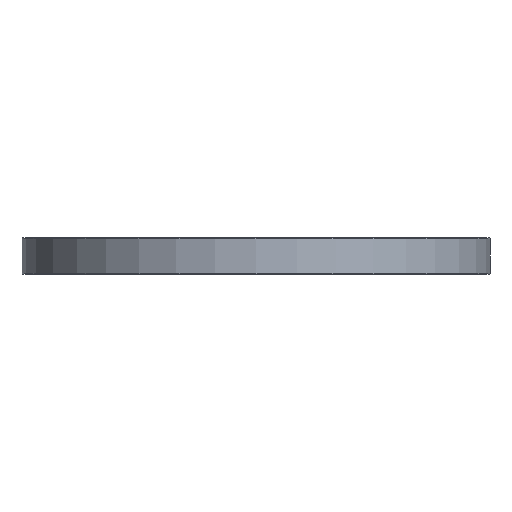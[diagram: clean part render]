
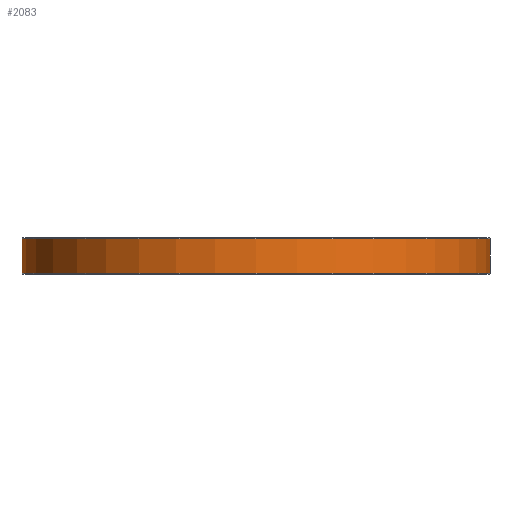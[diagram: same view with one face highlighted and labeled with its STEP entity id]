
A CAD part, front view. The second image highlights one B-rep face of the part: STEP entity #2083.
In plain terms, the highlighted cylindrical face has radius 296 mm (diameter 592 mm), a partial arc.
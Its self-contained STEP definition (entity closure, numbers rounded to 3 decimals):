
#120 = CARTESIAN_POINT ( 'NONE',  ( 296., 0., 1. ) ) ;
#287 = VECTOR ( 'NONE', #2091, 1000. ) ;
#297 = CARTESIAN_POINT ( 'NONE',  ( 296., 0., 46. ) ) ;
#534 = CYLINDRICAL_SURFACE ( 'NONE', #1273, 296. ) ;
#637 = CARTESIAN_POINT ( 'NONE',  ( -296., 0., 45. ) ) ;
#681 = EDGE_CURVE ( 'NONE', #797, #845, #1834, .T. ) ;
#699 = ORIENTED_EDGE ( 'NONE', *, *, #3208, .T. ) ;
#797 = VERTEX_POINT ( 'NONE', #884 ) ;
#845 = VERTEX_POINT ( 'NONE', #120 ) ;
#854 = DIRECTION ( 'NONE',  ( 0., 0., -1. ) ) ;
#884 = CARTESIAN_POINT ( 'NONE',  ( 296., 0., 45. ) ) ;
#942 = ORIENTED_EDGE ( 'NONE', *, *, #1759, .T. ) ;
#999 = AXIS2_PLACEMENT_3D ( 'NONE', #1383, #1848, #2903 ) ;
#1273 = AXIS2_PLACEMENT_3D ( 'NONE', #2127, #854, #3130 ) ;
#1383 = CARTESIAN_POINT ( 'NONE',  ( 0., 0., 1. ) ) ;
#1394 = CARTESIAN_POINT ( 'NONE',  ( 0., 0., 45. ) ) ;
#1520 = CIRCLE ( 'NONE', #1997, 296. ) ;
#1590 = DIRECTION ( 'NONE',  ( 0., 0., -1. ) ) ;
#1625 = VECTOR ( 'NONE', #1590, 1000. ) ;
#1759 = EDGE_CURVE ( 'NONE', #2574, #845, #2437, .T. ) ;
#1812 = CARTESIAN_POINT ( 'NONE',  ( -296., 0., 46. ) ) ;
#1834 = LINE ( 'NONE', #297, #1625 ) ;
#1848 = DIRECTION ( 'NONE',  ( 0., 0., 1. ) ) ;
#1926 = VERTEX_POINT ( 'NONE', #637 ) ;
#1997 = AXIS2_PLACEMENT_3D ( 'NONE', #1394, #2443, #3147 ) ;
#2079 = LINE ( 'NONE', #1812, #287 ) ;
#2083 = ADVANCED_FACE ( 'NONE', ( #2820 ), #534, .T. ) ;
#2091 = DIRECTION ( 'NONE',  ( 0., 0., -1. ) ) ;
#2127 = CARTESIAN_POINT ( 'NONE',  ( 0., 0., 46. ) ) ;
#2281 = ORIENTED_EDGE ( 'NONE', *, *, #3276, .T. ) ;
#2437 = CIRCLE ( 'NONE', #999, 296. ) ;
#2443 = DIRECTION ( 'NONE',  ( 0., 0., -1. ) ) ;
#2574 = VERTEX_POINT ( 'NONE', #2881 ) ;
#2820 = FACE_OUTER_BOUND ( 'NONE', #2995, .T. ) ;
#2881 = CARTESIAN_POINT ( 'NONE',  ( -296., 0., 1. ) ) ;
#2903 = DIRECTION ( 'NONE',  ( 1., 0., 0. ) ) ;
#2931 = ORIENTED_EDGE ( 'NONE', *, *, #681, .F. ) ;
#2995 = EDGE_LOOP ( 'NONE', ( #2931, #2281, #699, #942 ) ) ;
#3130 = DIRECTION ( 'NONE',  ( -1., 0., 0. ) ) ;
#3147 = DIRECTION ( 'NONE',  ( 1., 0., 0. ) ) ;
#3208 = EDGE_CURVE ( 'NONE', #1926, #2574, #2079, .T. ) ;
#3276 = EDGE_CURVE ( 'NONE', #797, #1926, #1520, .T. ) ;
